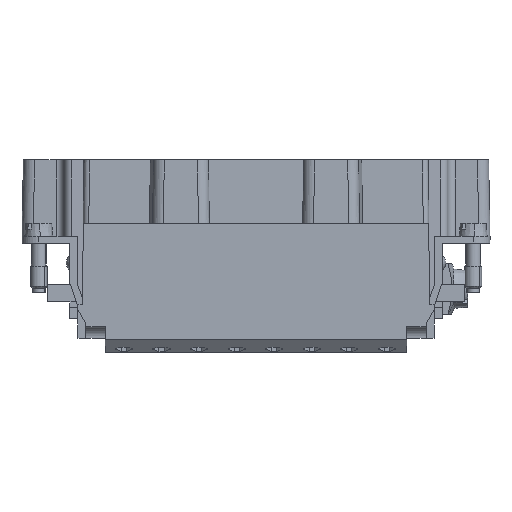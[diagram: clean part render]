
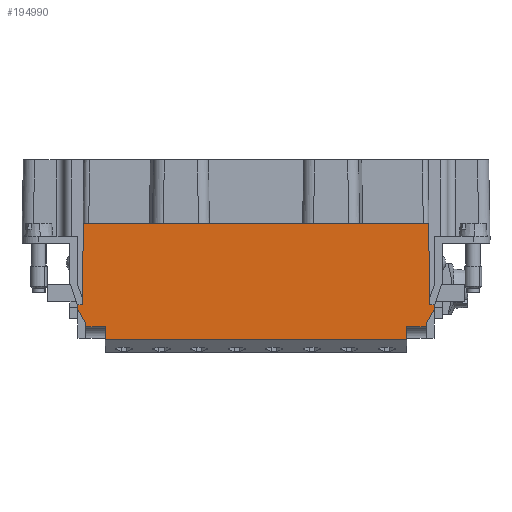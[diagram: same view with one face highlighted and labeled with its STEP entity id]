
A CAD part, left-side view. The second image highlights one B-rep face of the part: STEP entity #194990.
In plain terms, the highlighted face is planar.
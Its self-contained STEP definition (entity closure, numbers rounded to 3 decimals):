
#15250=CARTESIAN_POINT('',(213.287,-152.701,
43.9));
#15260=VERTEX_POINT('',#15250);
#15910=CARTESIAN_POINT('',(215.653,-152.701,
43.9));
#15920=VERTEX_POINT('',#15910);
#15950=CARTESIAN_POINT('',(0.,-152.701,
43.9));
#15960=DIRECTION('',(-1.,0.,0.));
#15970=VECTOR('',#15960,1.);
#15980=LINE('',#15950,#15970);
#15990=EDGE_CURVE('',#15920,#15260,#15980,.T.);
#19110=CARTESIAN_POINT('',(219.553,-152.701,
-14.822));
#19120=VERTEX_POINT('',#19110);
#19170=CARTESIAN_POINT('',(219.553,-152.701,
20.35));
#19180=DIRECTION('',(0.,0.,1.));
#19190=VECTOR('',#19180,1.);
#19200=LINE('',#19170,#19190);
#19210=CARTESIAN_POINT('',(219.553,-152.701,
-13.95));
#19220=VERTEX_POINT('',#19210);
#19230=EDGE_CURVE('',#19120,#19220,#19200,.T.);
#183280=CARTESIAN_POINT('',(215.653,-152.701,
-9.9));
#183290=VERTEX_POINT('',#183280);
#183700=CARTESIAN_POINT('',(213.287,-152.701,
-9.9));
#183710=VERTEX_POINT('',#183700);
#183740=CARTESIAN_POINT('',(0.,-152.701,-9.9));
#183750=DIRECTION('',(1.,0.,0.));
#183760=VECTOR('',#183750,1.);
#183770=LINE('',#183740,#183760);
#183780=EDGE_CURVE('',#183710,#183290,#183770,.T.);
#193910=CARTESIAN_POINT('',(222.343,-152.701,
45.786));
#193920=DIRECTION('',(0.,-1.,0.));
#193930=DIRECTION('',(1.,0.,0.));
#193940=AXIS2_PLACEMENT_3D('',#193910,#193920,#193930);
#193950=PLANE('',#193940);
#193960=ORIENTED_EDGE('',*,*,#183780,.T.);
#193970=CARTESIAN_POINT('',(213.287,-152.701,0.));
#193980=DIRECTION('',(0.,0.,-1.));
#193990=VECTOR('',#193980,1.);
#194000=LINE('',#193970,#193990);
#194010=EDGE_CURVE('',#15260,#183710,#194000,.T.);
#194020=ORIENTED_EDGE('',*,*,#194010,.T.);
#194030=ORIENTED_EDGE('',*,*,#15990,.T.);
#194040=CARTESIAN_POINT('',(215.653,-152.701,0.));
#194050=DIRECTION('',(0.,0.,-1.));
#194060=VECTOR('',#194050,1.);
#194070=LINE('',#194040,#194060);
#194080=CARTESIAN_POINT('',(215.653,-152.701,
47.35));
#194090=VERTEX_POINT('',#194080);
#194100=EDGE_CURVE('',#194090,#15920,#194070,.T.);
#194110=ORIENTED_EDGE('',*,*,#194100,.T.);
#194120=CARTESIAN_POINT('',(245.503,-152.701,
47.35));
#194130=DIRECTION('',(1.,0.,0.));
#194140=VECTOR('',#194130,1.);
#194150=LINE('',#194120,#194140);
#194160=CARTESIAN_POINT('',(216.153,-152.701,
47.35));
#194170=VERTEX_POINT('',#194160);
#194180=EDGE_CURVE('',#194090,#194170,#194150,.T.);
#194190=ORIENTED_EDGE('',*,*,#194180,.F.);
#194200=CARTESIAN_POINT('',(245.503,-152.701,
64.295));
#194210=DIRECTION('',(0.866,0.,0.5));
#194220=VECTOR('',#194210,1.);
#194230=LINE('',#194200,#194220);
#194240=CARTESIAN_POINT('',(218.69,-152.701,
48.815));
#194250=VERTEX_POINT('',#194240);
#194260=EDGE_CURVE('',#194170,#194250,#194230,.T.);
#194270=ORIENTED_EDGE('',*,*,#194260,.F.);
#194280=CARTESIAN_POINT('',(245.503,-152.701,
49.049));
#194290=DIRECTION('',(1.,0.,
0.009));
#194300=VECTOR('',#194290,1.);
#194310=LINE('',#194280,#194300);
#194320=CARTESIAN_POINT('',(219.553,-152.701,
48.822));
#194330=VERTEX_POINT('',#194320);
#194340=EDGE_CURVE('',#194250,#194330,#194310,.T.);
#194350=ORIENTED_EDGE('',*,*,#194340,.F.);
#194360=CARTESIAN_POINT('',(219.553,-152.701,
20.35));
#194370=DIRECTION('',(0.,0.,-1.));
#194380=VECTOR('',#194370,1.);
#194390=LINE('',#194360,#194380);
#194400=CARTESIAN_POINT('',(219.553,-152.701,
47.95));
#194410=VERTEX_POINT('',#194400);
#194420=EDGE_CURVE('',#194330,#194410,#194390,.T.);
#194430=ORIENTED_EDGE('',*,*,#194420,.F.);
#194440=CARTESIAN_POINT('',(0.,-152.701,49.866));
#194450=DIRECTION('',(1.,0.,
-0.009));
#194460=VECTOR('',#194450,1.);
#194470=LINE('',#194440,#194460);
#194480=CARTESIAN_POINT('',(234.053,-152.701,
47.823));
#194490=VERTEX_POINT('',#194480);
#194500=EDGE_CURVE('',#194410,#194490,#194470,.T.);
#194510=ORIENTED_EDGE('',*,*,#194500,.F.);
#194520=CARTESIAN_POINT('',(234.053,-152.701,
20.35));
#194530=DIRECTION('',(0.,0.,-1.));
#194540=VECTOR('',#194530,1.);
#194550=LINE('',#194520,#194540);
#194560=CARTESIAN_POINT('',(234.053,-152.701,
-13.823));
#194570=VERTEX_POINT('',#194560);
#194580=EDGE_CURVE('',#194490,#194570,#194550,.T.);
#194590=ORIENTED_EDGE('',*,*,#194580,.F.);
#194600=CARTESIAN_POINT('',(0.,-152.701,-15.866));
#194610=DIRECTION('',(1.,0.,
0.009));
#194620=VECTOR('',#194610,1.);
#194630=LINE('',#194600,#194620);
#194640=EDGE_CURVE('',#19220,#194570,#194630,.T.);
#194650=ORIENTED_EDGE('',*,*,#194640,.T.);
#194660=ORIENTED_EDGE('',*,*,#19230,.T.);
#194670=CARTESIAN_POINT('',(245.503,-152.701,
-15.049));
#194680=DIRECTION('',(1.,0.,
-0.009));
#194690=VECTOR('',#194680,1.);
#194700=LINE('',#194670,#194690);
#194710=CARTESIAN_POINT('',(218.69,-152.701,
-14.815));
#194720=VERTEX_POINT('',#194710);
#194730=EDGE_CURVE('',#194720,#19120,#194700,.T.);
#194740=ORIENTED_EDGE('',*,*,#194730,.T.);
#194750=CARTESIAN_POINT('',(245.503,-152.701,
-30.295));
#194760=DIRECTION('',(-0.866,0.,
0.5));
#194770=VECTOR('',#194760,1.);
#194780=LINE('',#194750,#194770);
#194790=CARTESIAN_POINT('',(216.153,-152.701,
-13.35));
#194800=VERTEX_POINT('',#194790);
#194810=EDGE_CURVE('',#194720,#194800,#194780,.T.);
#194820=ORIENTED_EDGE('',*,*,#194810,.F.);
#194830=CARTESIAN_POINT('',(245.503,-152.701,
-13.35));
#194840=DIRECTION('',(1.,0.,0.));
#194850=VECTOR('',#194840,1.);
#194860=LINE('',#194830,#194850);
#194870=CARTESIAN_POINT('',(215.653,-152.701,
-13.35));
#194880=VERTEX_POINT('',#194870);
#194890=EDGE_CURVE('',#194880,#194800,#194860,.T.);
#194900=ORIENTED_EDGE('',*,*,#194890,.T.);
#194910=CARTESIAN_POINT('',(215.653,-152.701,0.));
#194920=DIRECTION('',(0.,0.,1.));
#194930=VECTOR('',#194920,1.);
#194940=LINE('',#194910,#194930);
#194950=EDGE_CURVE('',#194880,#183290,#194940,.T.);
#194960=ORIENTED_EDGE('',*,*,#194950,.F.);
#194970=EDGE_LOOP('',(#194960,#194900,#194820,#194740,#194660,#194650,
#194590,#194510,#194430,#194350,#194270,#194190,#194110,#194030,#194020,
#193960));
#194980=FACE_OUTER_BOUND('',#194970,.T.);
#194990=ADVANCED_FACE('',(#194980),#193950,.T.);
